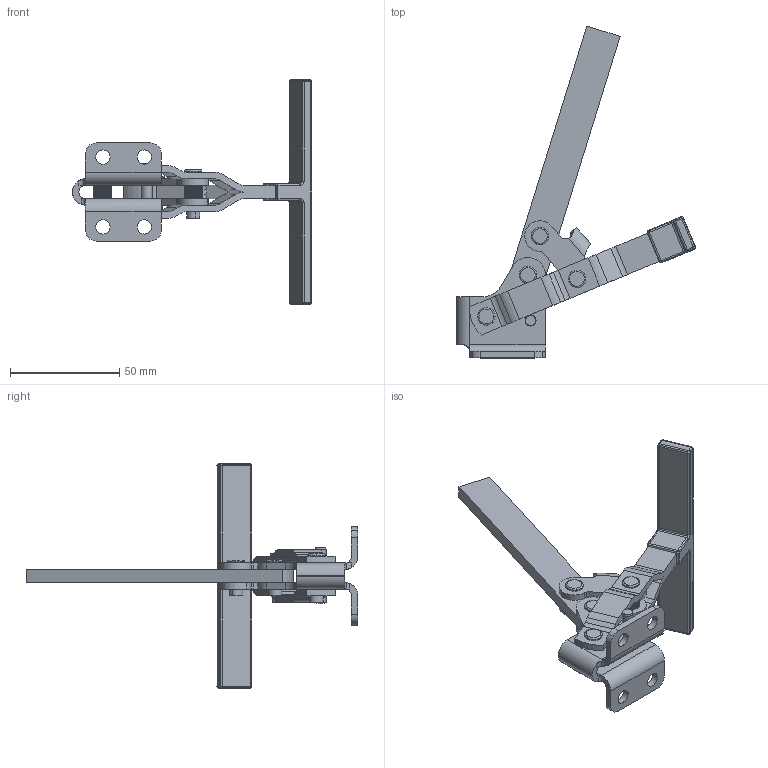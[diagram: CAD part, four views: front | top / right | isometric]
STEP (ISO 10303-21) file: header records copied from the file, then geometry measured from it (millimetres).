
FILE_DESCRIPTION((''),'2;1');
FILE_NAME('213TF.0-opened.stp','2005-09-27T20:02:41',('Kysilko'),(''),'Autodesk Inventor 8','Autodesk Inventor 8','');
FILE_SCHEMA(('AUTOMOTIVE_DESIGN { 1 0 10303 214 1 1 1 1 }'));
Length unit declared in the file: millimetre
Products named in the file (1): Part3
Bounding box: 109.61 x 152.12 x 103 mm (x, y, z)
Volume: 45139.2 mm3; surface area: 28969.6 mm2
Topology: 1 solids, 6 shells, 995 faces, 3347 edges, 2007 vertices
Faces by surface type: plane 396, cone 298, cylinder 239, bspline 36, sphere 14, torus 12
Entity records: 37568 total; most frequent: CARTESIAN_POINT 8963, ORIENTED_EDGE 6650, DIRECTION 5951, EDGE_CURVE 3325, AXIS2_PLACEMENT_3D 2256, VERTEX_POINT 2007, VECTOR 1439, LINE 1439
